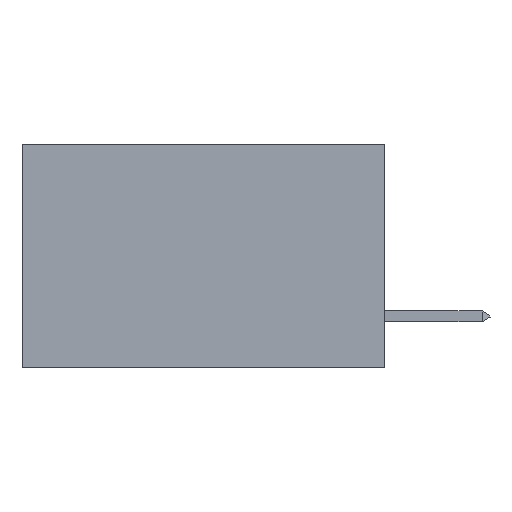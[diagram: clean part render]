
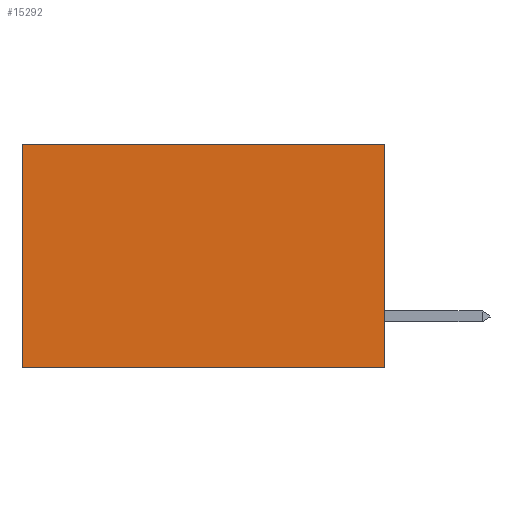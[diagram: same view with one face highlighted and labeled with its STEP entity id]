
A CAD part, left-side view. The second image highlights one B-rep face of the part: STEP entity #15292.
In plain terms, the highlighted planar face has unit normal (-1, 0, 0).
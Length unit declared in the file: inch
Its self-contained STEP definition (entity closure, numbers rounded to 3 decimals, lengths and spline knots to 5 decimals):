
#2502 = VECTOR ( 'NONE', #37370, 39.37008 ) ;
#2978 = ORIENTED_EDGE ( 'NONE', *, *, #32279, .F. ) ;
#3577 = LINE ( 'NONE', #18245, #25590 ) ;
#6499 = VERTEX_POINT ( 'NONE', #16879 ) ;
#7161 = EDGE_LOOP ( 'NONE', ( #25377, #2978, #31383, #24905 ) ) ;
#8503 = VERTEX_POINT ( 'NONE', #41005 ) ;
#9298 = VECTOR ( 'NONE', #11131, 39.37008 ) ;
#9645 = VERTEX_POINT ( 'NONE', #26186 ) ;
#9876 = LINE ( 'NONE', #38758, #9298 ) ;
#11131 = DIRECTION ( 'NONE',  ( 0., 1., 0. ) ) ;
#12164 = VECTOR ( 'NONE', #24352, 39.37008 ) ;
#12263 = DIRECTION ( 'NONE',  ( 1., 0., 0. ) ) ;
#14019 = CARTESIAN_POINT ( 'NONE',  ( 0.2875, 0.6, 0. ) ) ;
#14263 = LINE ( 'NONE', #14019, #12164 ) ;
#15292 = ADVANCED_FACE ( 'NONE', ( #25567 ), #43308, .F. ) ;
#15669 = DIRECTION ( 'NONE',  ( 0., 0., -1. ) ) ;
#16109 = CARTESIAN_POINT ( 'NONE',  ( 0.2875, 0., 0. ) ) ;
#16394 = VERTEX_POINT ( 'NONE', #24483 ) ;
#16879 = CARTESIAN_POINT ( 'NONE',  ( 0.2875, 0.6, -0.37 ) ) ;
#17703 = AXIS2_PLACEMENT_3D ( 'NONE', #16109, #12263, #15669 ) ;
#18245 = CARTESIAN_POINT ( 'NONE',  ( 0.2875, 0., -0.37 ) ) ;
#24352 = DIRECTION ( 'NONE',  ( 0., 0., -1. ) ) ;
#24483 = CARTESIAN_POINT ( 'NONE',  ( 0.2875, 0., -0.37 ) ) ;
#24905 = ORIENTED_EDGE ( 'NONE', *, *, #34846, .T. ) ;
#25377 = ORIENTED_EDGE ( 'NONE', *, *, #25708, .T. ) ;
#25567 = FACE_OUTER_BOUND ( 'NONE', #7161, .T. ) ;
#25590 = VECTOR ( 'NONE', #42236, 39.37008 ) ;
#25708 = EDGE_CURVE ( 'NONE', #8503, #6499, #14263, .T. ) ;
#26186 = CARTESIAN_POINT ( 'NONE',  ( 0.2875, 0., 0. ) ) ;
#31383 = ORIENTED_EDGE ( 'NONE', *, *, #36785, .F. ) ;
#32279 = EDGE_CURVE ( 'NONE', #16394, #6499, #3577, .T. ) ;
#34256 = LINE ( 'NONE', #43811, #2502 ) ;
#34846 = EDGE_CURVE ( 'NONE', #9645, #8503, #9876, .T. ) ;
#36785 = EDGE_CURVE ( 'NONE', #9645, #16394, #34256, .T. ) ;
#37370 = DIRECTION ( 'NONE',  ( 0., 0., -1. ) ) ;
#38758 = CARTESIAN_POINT ( 'NONE',  ( 0.2875, 0., 0. ) ) ;
#41005 = CARTESIAN_POINT ( 'NONE',  ( 0.2875, 0.6, 0. ) ) ;
#42236 = DIRECTION ( 'NONE',  ( 0., 1., 0. ) ) ;
#43308 = PLANE ( 'NONE',  #17703 ) ;
#43811 = CARTESIAN_POINT ( 'NONE',  ( 0.2875, 0., 0. ) ) ;
